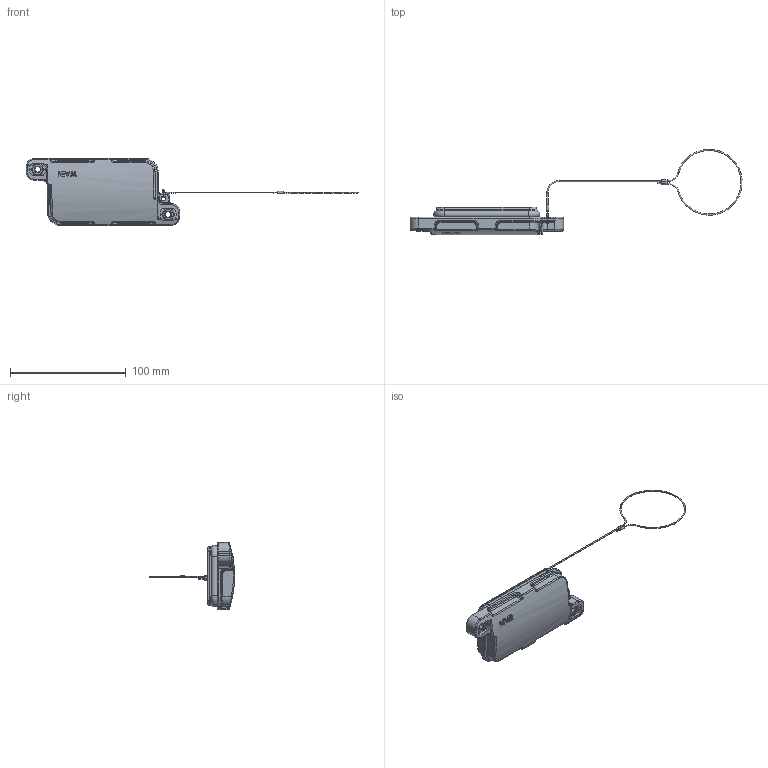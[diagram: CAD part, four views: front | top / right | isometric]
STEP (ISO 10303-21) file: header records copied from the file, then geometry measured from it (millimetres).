
FILE_DESCRIPTION((''),'2;1');
FILE_NAME('HP6B_H-MCV-2H_1_ASM_ASM','2017-08-24T',('lj.zou'),(''),'PRO/ENGINEER BY PARAMETRIC TECHNOLOGY CORPORATION, 2012480','PRO/ENGINEER BY PARAMETRIC TECHNOLOGY CORPORATION, 2012480','');
FILE_SCHEMA(('CONFIG_CONTROL_DESIGN'));
Length unit declared in the file: millimetre
Products named in the file (1): HP6B_H-MCV-2H_1_ASM_ASM
Bounding box: 287.39 x 73.69 x 58 mm (x, y, z)
Volume: 42310.1 mm3; surface area: 26389 mm2
Topology: 1 solids, 3 shells, 433 faces, 1097 edges, 673 vertices
Faces by surface type: cylinder 154, plane 145, torus 54, bspline 46, cone 26, sphere 8
Entity records: 15110 total; most frequent: CARTESIAN_POINT 4975, ORIENTED_EDGE 2170, DIRECTION 2051, EDGE_CURVE 1089, AXIS2_PLACEMENT_3D 802, VERTEX_POINT 673, EDGE_LOOP 458, VECTOR 447
